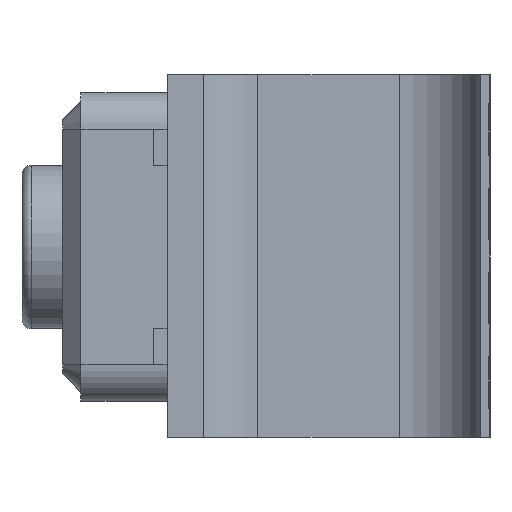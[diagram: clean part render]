
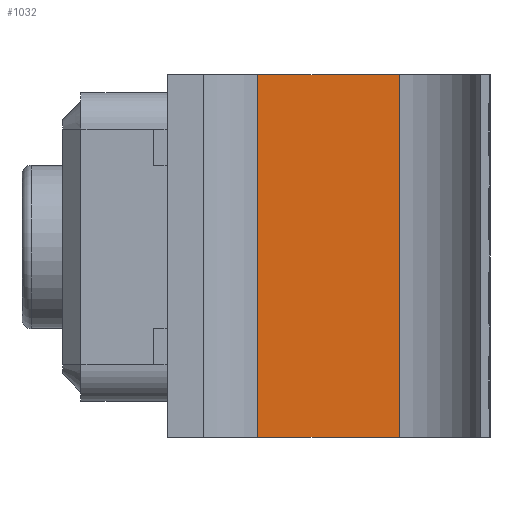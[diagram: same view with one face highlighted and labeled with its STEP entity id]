
A CAD part, left-side view. The second image highlights one B-rep face of the part: STEP entity #1032.
In plain terms, the highlighted planar face has unit normal (-1, 0, 0).
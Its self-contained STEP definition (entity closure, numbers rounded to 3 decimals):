
#135 = CARTESIAN_POINT ( 'NONE',  ( 18.365, -0.9, 0. ) ) ;
#269 = DIRECTION ( 'NONE',  ( 0., -1., 0. ) ) ;
#271 = CARTESIAN_POINT ( 'NONE',  ( 18.365, -0.9, 4. ) ) ;
#272 = ORIENTED_EDGE ( 'NONE', *, *, #1334, .F. ) ;
#278 = DIRECTION ( 'NONE',  ( 0., 1., 0. ) ) ;
#281 = FACE_OUTER_BOUND ( 'NONE', #1830, .T. ) ;
#341 = VECTOR ( 'NONE', #2160, 1000. ) ;
#342 = VECTOR ( 'NONE', #269, 1000. ) ;
#380 = ORIENTED_EDGE ( 'NONE', *, *, #1374, .T. ) ;
#429 = CARTESIAN_POINT ( 'NONE',  ( 18.365, -2.46, 4. ) ) ;
#478 = EDGE_CURVE ( 'NONE', #1111, #1291, #1829, .T. ) ;
#506 = LINE ( 'NONE', #2474, #341 ) ;
#612 = VECTOR ( 'NONE', #1505, 1000. ) ;
#702 = CARTESIAN_POINT ( 'NONE',  ( 18.365, -2.46, 4. ) ) ;
#705 = CARTESIAN_POINT ( 'NONE',  ( 18.365, -0.9, 0. ) ) ;
#763 = CARTESIAN_POINT ( 'NONE',  ( 18.365, -0.9, 4. ) ) ;
#1032 = ADVANCED_FACE ( 'NONE', ( #281 ), #2031, .F. ) ;
#1111 = VERTEX_POINT ( 'NONE', #135 ) ;
#1120 = ORIENTED_EDGE ( 'NONE', *, *, #478, .T. ) ;
#1175 = DIRECTION ( 'NONE',  ( 0., -1., 0. ) ) ;
#1183 = LINE ( 'NONE', #429, #612 ) ;
#1222 = ORIENTED_EDGE ( 'NONE', *, *, #1629, .F. ) ;
#1291 = VERTEX_POINT ( 'NONE', #2314 ) ;
#1334 = EDGE_CURVE ( 'NONE', #2576, #1291, #1183, .T. ) ;
#1374 = EDGE_CURVE ( 'NONE', #2792, #1111, #506, .T. ) ;
#1442 = VECTOR ( 'NONE', #1175, 1000. ) ;
#1505 = DIRECTION ( 'NONE',  ( 0., 0., -1. ) ) ;
#1561 = DIRECTION ( 'NONE',  ( 1., 0., 0. ) ) ;
#1629 = EDGE_CURVE ( 'NONE', #2792, #2576, #2790, .T. ) ;
#1829 = LINE ( 'NONE', #705, #342 ) ;
#1830 = EDGE_LOOP ( 'NONE', ( #1120, #272, #1222, #380 ) ) ;
#1917 = AXIS2_PLACEMENT_3D ( 'NONE', #271, #1561, #278 ) ;
#2031 = PLANE ( 'NONE',  #1917 ) ;
#2160 = DIRECTION ( 'NONE',  ( 0., 0., -1. ) ) ;
#2314 = CARTESIAN_POINT ( 'NONE',  ( 18.365, -2.46, 0. ) ) ;
#2474 = CARTESIAN_POINT ( 'NONE',  ( 18.365, -0.9, 4. ) ) ;
#2491 = CARTESIAN_POINT ( 'NONE',  ( 18.365, -0.9, 4. ) ) ;
#2576 = VERTEX_POINT ( 'NONE', #702 ) ;
#2790 = LINE ( 'NONE', #2491, #1442 ) ;
#2792 = VERTEX_POINT ( 'NONE', #763 ) ;
